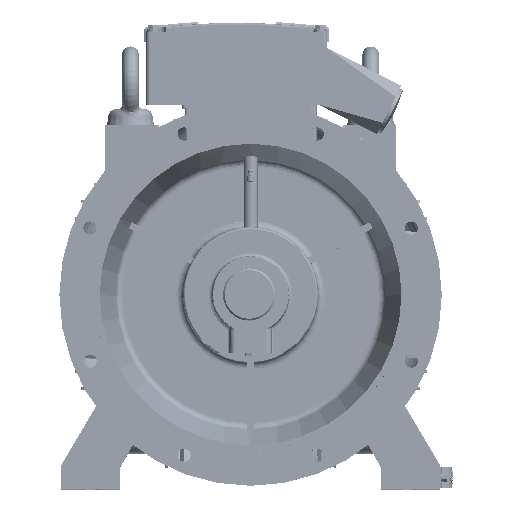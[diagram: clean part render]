
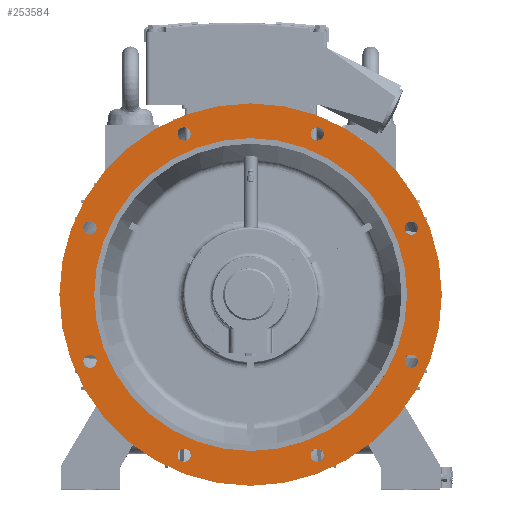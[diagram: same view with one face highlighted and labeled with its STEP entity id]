
A CAD part, top view. The second image highlights one B-rep face of the part: STEP entity #253584.
In plain terms, the highlighted planar face has unit normal (0, 0, 1).
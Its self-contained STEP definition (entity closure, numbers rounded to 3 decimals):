
#95375=CARTESIAN_POINT('',(76.16,15.548,364.));
#95376=DIRECTION('',(0.,0.,1.));
#95377=DIRECTION('',(0.,1.,0.));
#95378=AXIS2_PLACEMENT_3D('',#95375,#95376,#95377);
#95380=CARTESIAN_POINT('',(76.16,15.548,364.));
#95381=DIRECTION('',(0.,0.,1.));
#95382=DIRECTION('',(0.,-1.,0.));
#95383=AXIS2_PLACEMENT_3D('',#95380,#95381,#95382);
#95385=CARTESIAN_POINT('',(307.13,111.219,364.));
#95386=DIRECTION('',(0.,0.,-1.));
#95387=DIRECTION('',(0.,-1.,0.));
#95388=AXIS2_PLACEMENT_3D('',#95385,#95386,#95387);
#95390=CARTESIAN_POINT('',(307.13,111.219,364.));
#95391=DIRECTION('',(0.,0.,-1.));
#95392=DIRECTION('',(0.,1.,0.));
#95393=AXIS2_PLACEMENT_3D('',#95390,#95391,#95392);
#95395=CARTESIAN_POINT('',(171.831,246.518,364.));
#95396=DIRECTION('',(0.,0.,-1.));
#95397=DIRECTION('',(0.,-1.,0.));
#95398=AXIS2_PLACEMENT_3D('',#95395,#95396,#95397);
#95400=CARTESIAN_POINT('',(171.831,246.518,364.));
#95401=DIRECTION('',(0.,0.,-1.));
#95402=DIRECTION('',(0.,1.,0.));
#95403=AXIS2_PLACEMENT_3D('',#95400,#95401,#95402);
#95405=CARTESIAN_POINT('',(-19.511,246.518,364.));
#95406=DIRECTION('',(0.,0.,-1.));
#95407=DIRECTION('',(0.,-1.,0.));
#95408=AXIS2_PLACEMENT_3D('',#95405,#95406,#95407);
#95410=CARTESIAN_POINT('',(-19.511,246.518,364.));
#95411=DIRECTION('',(0.,0.,-1.));
#95412=DIRECTION('',(0.,1.,0.));
#95413=AXIS2_PLACEMENT_3D('',#95410,#95411,#95412);
#95415=CARTESIAN_POINT('',(-154.81,111.219,364.));
#95416=DIRECTION('',(0.,0.,-1.));
#95417=DIRECTION('',(0.,-1.,0.));
#95418=AXIS2_PLACEMENT_3D('',#95415,#95416,#95417);
#95420=CARTESIAN_POINT('',(-154.81,111.219,364.));
#95421=DIRECTION('',(0.,0.,-1.));
#95422=DIRECTION('',(0.,1.,0.));
#95423=AXIS2_PLACEMENT_3D('',#95420,#95421,#95422);
#95425=CARTESIAN_POINT('',(-154.81,-80.123,364.));
#95426=DIRECTION('',(0.,0.,-1.));
#95427=DIRECTION('',(0.,-1.,0.));
#95428=AXIS2_PLACEMENT_3D('',#95425,#95426,#95427);
#95430=CARTESIAN_POINT('',(-154.81,-80.123,364.));
#95431=DIRECTION('',(0.,0.,-1.));
#95432=DIRECTION('',(0.,1.,0.));
#95433=AXIS2_PLACEMENT_3D('',#95430,#95431,#95432);
#95435=CARTESIAN_POINT('',(-19.511,-215.422,364.));
#95436=DIRECTION('',(0.,0.,-1.));
#95437=DIRECTION('',(0.,-1.,0.));
#95438=AXIS2_PLACEMENT_3D('',#95435,#95436,#95437);
#95440=CARTESIAN_POINT('',(-19.511,-215.422,364.));
#95441=DIRECTION('',(0.,0.,-1.));
#95442=DIRECTION('',(0.,1.,0.));
#95443=AXIS2_PLACEMENT_3D('',#95440,#95441,#95442);
#95445=CARTESIAN_POINT('',(171.831,-215.422,364.));
#95446=DIRECTION('',(0.,0.,-1.));
#95447=DIRECTION('',(0.,-1.,0.));
#95448=AXIS2_PLACEMENT_3D('',#95445,#95446,#95447);
#95450=CARTESIAN_POINT('',(171.831,-215.422,364.));
#95451=DIRECTION('',(0.,0.,-1.));
#95452=DIRECTION('',(0.,1.,0.));
#95453=AXIS2_PLACEMENT_3D('',#95450,#95451,#95452);
#95455=CARTESIAN_POINT('',(307.13,-80.123,364.));
#95456=DIRECTION('',(0.,0.,-1.));
#95457=DIRECTION('',(0.,-1.,0.));
#95458=AXIS2_PLACEMENT_3D('',#95455,#95456,#95457);
#95460=CARTESIAN_POINT('',(307.13,-80.123,364.));
#95461=DIRECTION('',(0.,0.,-1.));
#95462=DIRECTION('',(0.,1.,0.));
#95463=AXIS2_PLACEMENT_3D('',#95460,#95461,#95462);
#95465=CARTESIAN_POINT('',(76.16,15.548,364.));
#95466=DIRECTION('',(0.,0.,-1.));
#95467=DIRECTION('',(0.,-1.,0.));
#95468=AXIS2_PLACEMENT_3D('',#95465,#95466,#95467);
#95470=CARTESIAN_POINT('',(76.16,15.548,364.));
#95471=DIRECTION('',(0.,0.,-1.));
#95472=DIRECTION('',(0.,1.,0.));
#95473=AXIS2_PLACEMENT_3D('',#95470,#95471,#95472);
#123774=CARTESIAN_POINT('',(307.13,101.719,364.));
#123775=VERTEX_POINT('',#123774);
#123776=CARTESIAN_POINT('',(307.13,120.719,364.));
#123777=VERTEX_POINT('',#123776);
#123778=CARTESIAN_POINT('',(171.831,256.018,364.));
#123779=CARTESIAN_POINT('',(171.831,237.018,364.));
#123780=VERTEX_POINT('',#123778);
#123781=VERTEX_POINT('',#123779);
#123790=CARTESIAN_POINT('',(-154.81,-89.623,364.));
#123792=VERTEX_POINT('',#123790);
#123794=CARTESIAN_POINT('',(-19.511,237.018,364.));
#123795=VERTEX_POINT('',#123794);
#123796=CARTESIAN_POINT('',(-19.511,256.018,364.));
#123797=VERTEX_POINT('',#123796);
#123798=CARTESIAN_POINT('',(-154.81,101.719,364.));
#123799=VERTEX_POINT('',#123798);
#123800=CARTESIAN_POINT('',(-154.81,120.719,364.));
#123801=VERTEX_POINT('',#123800);
#123804=CARTESIAN_POINT('',(-154.81,-70.623,364.));
#123805=VERTEX_POINT('',#123804);
#123810=CARTESIAN_POINT('',(-19.511,-224.922,364.));
#123811=VERTEX_POINT('',#123810);
#123816=CARTESIAN_POINT('',(171.831,-224.922,364.));
#123817=VERTEX_POINT('',#123816);
#123818=CARTESIAN_POINT('',(171.831,-205.922,364.));
#123819=VERTEX_POINT('',#123818);
#123820=CARTESIAN_POINT('',(307.13,-89.623,364.));
#123822=VERTEX_POINT('',#123820);
#123824=CARTESIAN_POINT('',(307.13,-70.623,364.));
#123825=VERTEX_POINT('',#123824);
#123826=CARTESIAN_POINT('',(-19.511,-205.922,364.));
#123827=VERTEX_POINT('',#123826);
#123891=CARTESIAN_POINT('',(76.16,-259.452,364.));
#123892=VERTEX_POINT('',#123891);
#123894=CARTESIAN_POINT('',(76.16,-209.452,364.));
#123896=VERTEX_POINT('',#123894);
#123901=CARTESIAN_POINT('',(76.16,290.548,364.));
#123902=VERTEX_POINT('',#123901);
#123903=CARTESIAN_POINT('',(76.16,240.548,364.));
#123904=VERTEX_POINT('',#123903);
#253521=CARTESIAN_POINT('',(76.16,-209.452,364.));
#253522=DIRECTION('',(0.,0.,-1.));
#253523=DIRECTION('',(0.,-1.,0.));
#253524=AXIS2_PLACEMENT_3D('',#253521,#253522,#253523);
#253525=PLANE('',#253524);
#253526=ORIENTED_EDGE('',*,*,#253501,.F.);
#253527=ORIENTED_EDGE('',*,*,#253514,.F.);
#253528=EDGE_LOOP('',(#253526,#253527));
#253529=FACE_OUTER_BOUND('',#253528,.F.);
#253531=ORIENTED_EDGE('',*,*,#253530,.F.);
#253533=ORIENTED_EDGE('',*,*,#253532,.F.);
#253534=EDGE_LOOP('',(#253531,#253533));
#253535=FACE_BOUND('',#253534,.F.);
#253537=ORIENTED_EDGE('',*,*,#253536,.F.);
#253539=ORIENTED_EDGE('',*,*,#253538,.F.);
#253540=EDGE_LOOP('',(#253537,#253539));
#253541=FACE_BOUND('',#253540,.F.);
#253543=ORIENTED_EDGE('',*,*,#253542,.F.);
#253545=ORIENTED_EDGE('',*,*,#253544,.F.);
#253546=EDGE_LOOP('',(#253543,#253545));
#253547=FACE_BOUND('',#253546,.F.);
#253549=ORIENTED_EDGE('',*,*,#253548,.F.);
#253551=ORIENTED_EDGE('',*,*,#253550,.F.);
#253552=EDGE_LOOP('',(#253549,#253551));
#253553=FACE_BOUND('',#253552,.F.);
#253555=ORIENTED_EDGE('',*,*,#253554,.F.);
#253557=ORIENTED_EDGE('',*,*,#253556,.F.);
#253558=EDGE_LOOP('',(#253555,#253557));
#253559=FACE_BOUND('',#253558,.F.);
#253561=ORIENTED_EDGE('',*,*,#253560,.F.);
#253563=ORIENTED_EDGE('',*,*,#253562,.F.);
#253564=EDGE_LOOP('',(#253561,#253563));
#253565=FACE_BOUND('',#253564,.F.);
#253567=ORIENTED_EDGE('',*,*,#253566,.F.);
#253569=ORIENTED_EDGE('',*,*,#253568,.F.);
#253570=EDGE_LOOP('',(#253567,#253569));
#253571=FACE_BOUND('',#253570,.F.);
#253573=ORIENTED_EDGE('',*,*,#253572,.F.);
#253575=ORIENTED_EDGE('',*,*,#253574,.F.);
#253576=EDGE_LOOP('',(#253573,#253575));
#253577=FACE_BOUND('',#253576,.F.);
#253579=ORIENTED_EDGE('',*,*,#253578,.F.);
#253581=ORIENTED_EDGE('',*,*,#253580,.F.);
#253582=EDGE_LOOP('',(#253579,#253581));
#253583=FACE_BOUND('',#253582,.F.);
#253584=ADVANCED_FACE('',(#253529,#253535,#253541,#253547,#253553,#253559,
#253565,#253571,#253577,#253583),#253525,.F.);
#95379=CIRCLE('',#95378,275.);
#95384=CIRCLE('',#95383,275.);
#95389=CIRCLE('',#95388,9.5);
#95394=CIRCLE('',#95393,9.5);
#95399=CIRCLE('',#95398,9.5);
#95404=CIRCLE('',#95403,9.5);
#95409=CIRCLE('',#95408,9.5);
#95414=CIRCLE('',#95413,9.5);
#95419=CIRCLE('',#95418,9.5);
#95424=CIRCLE('',#95423,9.5);
#95429=CIRCLE('',#95428,9.5);
#95434=CIRCLE('',#95433,9.5);
#95439=CIRCLE('',#95438,9.5);
#95444=CIRCLE('',#95443,9.5);
#95449=CIRCLE('',#95448,9.5);
#95454=CIRCLE('',#95453,9.5);
#95459=CIRCLE('',#95458,9.5);
#95464=CIRCLE('',#95463,9.5);
#95469=CIRCLE('',#95468,225.);
#95474=CIRCLE('',#95473,225.);
#253501=EDGE_CURVE('',#123902,#123892,#95379,.T.);
#253514=EDGE_CURVE('',#123892,#123902,#95384,.T.);
#253530=EDGE_CURVE('',#123775,#123777,#95389,.T.);
#253532=EDGE_CURVE('',#123777,#123775,#95394,.T.);
#253536=EDGE_CURVE('',#123781,#123780,#95399,.T.);
#253538=EDGE_CURVE('',#123780,#123781,#95404,.T.);
#253542=EDGE_CURVE('',#123795,#123797,#95409,.T.);
#253544=EDGE_CURVE('',#123797,#123795,#95414,.T.);
#253548=EDGE_CURVE('',#123799,#123801,#95419,.T.);
#253550=EDGE_CURVE('',#123801,#123799,#95424,.T.);
#253554=EDGE_CURVE('',#123792,#123805,#95429,.T.);
#253556=EDGE_CURVE('',#123805,#123792,#95434,.T.);
#253560=EDGE_CURVE('',#123811,#123827,#95439,.T.);
#253562=EDGE_CURVE('',#123827,#123811,#95444,.T.);
#253566=EDGE_CURVE('',#123817,#123819,#95449,.T.);
#253568=EDGE_CURVE('',#123819,#123817,#95454,.T.);
#253572=EDGE_CURVE('',#123822,#123825,#95459,.T.);
#253574=EDGE_CURVE('',#123825,#123822,#95464,.T.);
#253578=EDGE_CURVE('',#123896,#123904,#95469,.T.);
#253580=EDGE_CURVE('',#123904,#123896,#95474,.T.);
